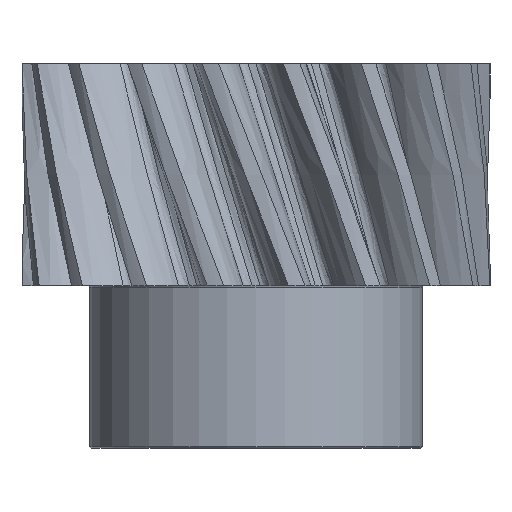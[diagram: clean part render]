
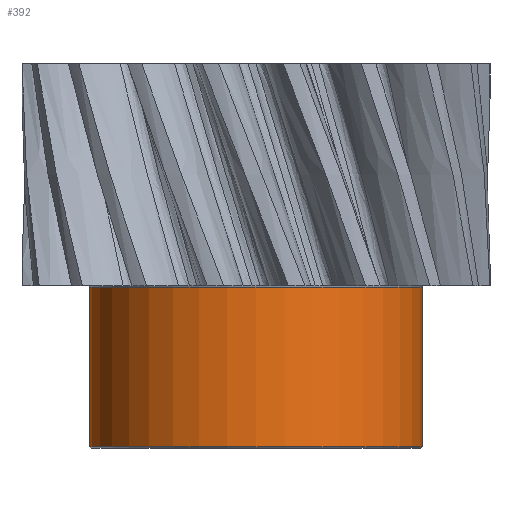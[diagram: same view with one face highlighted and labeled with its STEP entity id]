
A CAD part, front view. The second image highlights one B-rep face of the part: STEP entity #392.
In plain terms, the highlighted cylindrical face has radius 22.5 mm (diameter 45 mm), a partial arc.
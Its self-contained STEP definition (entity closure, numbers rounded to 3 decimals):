
#392=ADVANCED_FACE('NONE',(#786),#787,.T.);
#786=FACE_OUTER_BOUND('',#9818,.T.);
#787=CYLINDRICAL_SURFACE('',#9819,22.5);
#9818=EDGE_LOOP('',(#10752,#10753,#10754,#10755));
#9819=AXIS2_PLACEMENT_3D('',#10756,#10757,#10758);
#10752=ORIENTED_EDGE('',*,*,#10842,.F.);
#10753=ORIENTED_EDGE('',*,*,#11288,.T.);
#10754=ORIENTED_EDGE('',*,*,#10844,.T.);
#10755=ORIENTED_EDGE('',*,*,#10821,.T.);
#10756=CARTESIAN_POINT('',(0.0,0.0,-22.0));
#10757=DIRECTION('',(0.0,0.0,-1.0));
#10758=DIRECTION('',(1.0,0.0,0.0));
#10821=EDGE_CURVE('NONE',#11324,#11322,#11325,.T.);
#10842=EDGE_CURVE('NONE',#11349,#11322,#11358,.T.);
#10844=EDGE_CURVE('NONE',#11351,#11324,#11360,.T.);
#11288=EDGE_CURVE('NONE',#11349,#11351,#12020,.T.);
#11322=VERTEX_POINT('NONE',#12101);
#11324=VERTEX_POINT('NONE',#12103);
#11325=CIRCLE('',#12104,22.5);
#11349=VERTEX_POINT('NONE',#12132);
#11351=VERTEX_POINT('NONE',#12135);
#11358=LINE('',#12145,#12146);
#11360=LINE('',#12148,#12149);
#12020=CIRCLE('',#14902,22.5);
#12101=CARTESIAN_POINT('',(-22.5,0.,-0.2));
#12103=CARTESIAN_POINT('',(22.5,0.0,-0.2));
#12104=AXIS2_PLACEMENT_3D('',#14931,#14932,#14933);
#12132=CARTESIAN_POINT('',(-22.5,0.,-21.8));
#12135=CARTESIAN_POINT('',(22.5,0.0,-21.8));
#12145=CARTESIAN_POINT('',(-22.5,0.,-22.0));
#12146=VECTOR('',#14963,1000.0);
#12148=CARTESIAN_POINT('',(22.5,0.0,-22.0));
#12149=VECTOR('',#14967,1000.0);
#14902=AXIS2_PLACEMENT_3D('',#15249,#15250,#15251);
#14931=CARTESIAN_POINT('',(0.0,0.0,-0.2));
#14932=DIRECTION('',(0.0,0.0,-1.0));
#14933=DIRECTION('',(1.0,0.0,0.0));
#14963=DIRECTION('',(0.0,0.0,1.0));
#14967=DIRECTION('',(0.0,0.0,1.0));
#15249=CARTESIAN_POINT('',(0.0,0.0,-21.8));
#15250=DIRECTION('',(0.0,-0.0,1.0));
#15251=DIRECTION('',(1.0,0.0,0.0));
